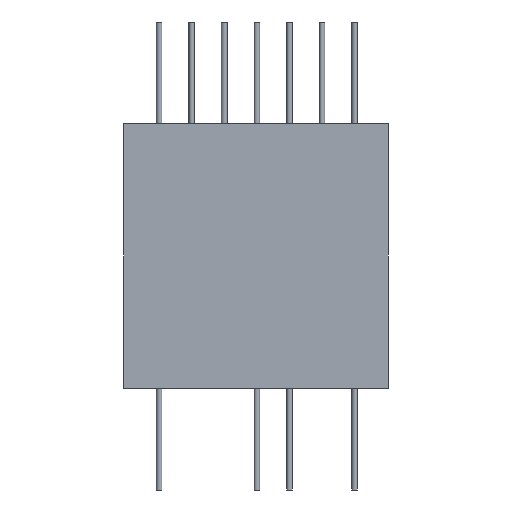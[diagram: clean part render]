
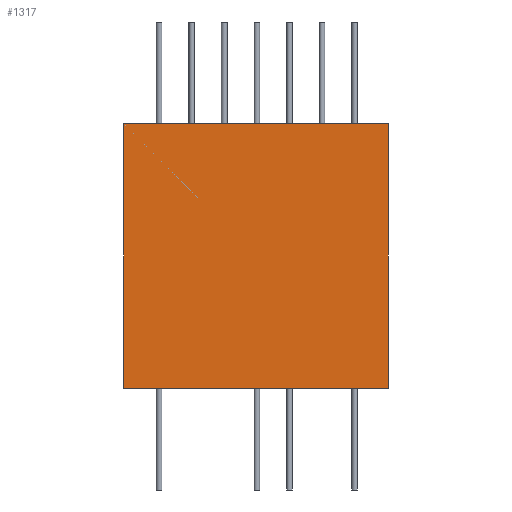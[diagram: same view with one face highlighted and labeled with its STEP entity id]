
A CAD part, front view. The second image highlights one B-rep face of the part: STEP entity #1317.
In plain terms, the highlighted planar face has unit normal (0, -1, 0).
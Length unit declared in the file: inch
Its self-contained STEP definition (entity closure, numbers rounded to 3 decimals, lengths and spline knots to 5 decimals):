
#3 = CARTESIAN_POINT ( 'NONE',  ( -0.4065, 0., 0.4065 ) ) ;
#960 = DIRECTION ( 'NONE',  ( 1., 0., 0. ) ) ;
#1210 = DIRECTION ( 'NONE',  ( 0., 0., -1. ) ) ;
#1317 = ADVANCED_FACE ( 'NONE', ( #4865 ), #6168, .T. ) ;
#1566 = DIRECTION ( 'NONE',  ( 0., 0., -1. ) ) ;
#1958 = CARTESIAN_POINT ( 'NONE',  ( 0.4065, 0., -0.4065 ) ) ;
#2421 = CARTESIAN_POINT ( 'NONE',  ( -0.4065, 0., -0.4065 ) ) ;
#3299 = CARTESIAN_POINT ( 'NONE',  ( 0.4065, 0., 0.4065 ) ) ;
#3727 = VECTOR ( 'NONE', #16042, 39.37008 ) ;
#3903 = VERTEX_POINT ( 'NONE', #1958 ) ;
#4445 = VECTOR ( 'NONE', #960, 39.37008 ) ;
#4449 = DIRECTION ( 'NONE',  ( 0., -1., 0. ) ) ;
#4540 = EDGE_CURVE ( 'NONE', #7787, #8978, #5372, .T. ) ;
#4865 = FACE_OUTER_BOUND ( 'NONE', #6214, .T. ) ;
#5123 = EDGE_CURVE ( 'NONE', #3903, #20808, #7628, .T. ) ;
#5372 = LINE ( 'NONE', #5598, #4445 ) ;
#5598 = CARTESIAN_POINT ( 'NONE',  ( -0.4065, 0., 0.4065 ) ) ;
#5898 = DIRECTION ( 'NONE',  ( -1., 0., 0. ) ) ;
#6168 = PLANE ( 'NONE',  #10280 ) ;
#6214 = EDGE_LOOP ( 'NONE', ( #20765, #16938, #19115, #14328 ) ) ;
#7628 = LINE ( 'NONE', #11306, #13839 ) ;
#7705 = CARTESIAN_POINT ( 'NONE',  ( -0.4065, 0., 0.4065 ) ) ;
#7787 = VERTEX_POINT ( 'NONE', #3 ) ;
#8622 = CARTESIAN_POINT ( 'NONE',  ( 0.4065, 0., 0.4065 ) ) ;
#8978 = VERTEX_POINT ( 'NONE', #8622 ) ;
#10280 = AXIS2_PLACEMENT_3D ( 'NONE', #16026, #4449, #1210 ) ;
#11306 = CARTESIAN_POINT ( 'NONE',  ( -0.4065, 0., -0.4065 ) ) ;
#11390 = LINE ( 'NONE', #7705, #3727 ) ;
#13839 = VECTOR ( 'NONE', #5898, 39.37008 ) ;
#14328 = ORIENTED_EDGE ( 'NONE', *, *, #5123, .F. ) ;
#14784 = LINE ( 'NONE', #3299, #18513 ) ;
#15117 = EDGE_CURVE ( 'NONE', #8978, #3903, #14784, .T. ) ;
#16026 = CARTESIAN_POINT ( 'NONE',  ( 0., 0., 0. ) ) ;
#16042 = DIRECTION ( 'NONE',  ( 0., 0., 1. ) ) ;
#16938 = ORIENTED_EDGE ( 'NONE', *, *, #4540, .F. ) ;
#18229 = EDGE_CURVE ( 'NONE', #20808, #7787, #11390, .T. ) ;
#18513 = VECTOR ( 'NONE', #1566, 39.37008 ) ;
#19115 = ORIENTED_EDGE ( 'NONE', *, *, #18229, .F. ) ;
#20765 = ORIENTED_EDGE ( 'NONE', *, *, #15117, .F. ) ;
#20808 = VERTEX_POINT ( 'NONE', #2421 ) ;
